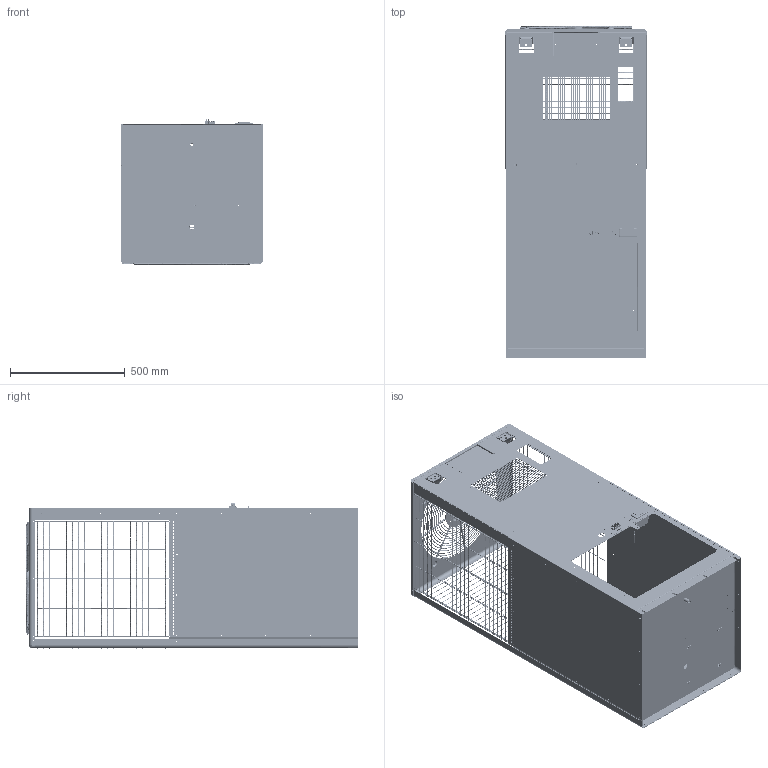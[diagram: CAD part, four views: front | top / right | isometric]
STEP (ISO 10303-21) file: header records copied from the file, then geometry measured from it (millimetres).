
FILE_DESCRIPTION((''),'2;1');
FILE_NAME('STEP-GA00438A.stp', '2022-01-28T09:39:51',('User'),('SDRC'),'I-DEAS Master Series','UNIX','Yes');
FILE_SCHEMA(('CONFIG_CONTROL_DESIGN', 'GEOMETRIC_VALIDATION_PROPERTIES_MIM','SHAPE_APPEARANCE_LAYER_MIM'));
Length unit declared in the file: inch
Bounding box: 620.98 x 1448.72 x 633.73 mm (x, y, z)
Volume: 6085781.1 mm3; surface area: 8196012.7 mm2
Topology: 164 solids, 165 shells, 3648 faces, 8847 edges, 5590 vertices
Faces by surface type: bspline 3648
Entity records: 123848 total; most frequent: CARTESIAN_POINT 59141, ORIENTED_EDGE 17868, OVER_RIDING_STYLED_ITEM 9047, EDGE_CURVE 9033, VERTEX_POINT 5804, EDGE_LOOP 4899, QUASI_UNIFORM_CURVE 4641, FACE_OUTER_BOUND 3648
